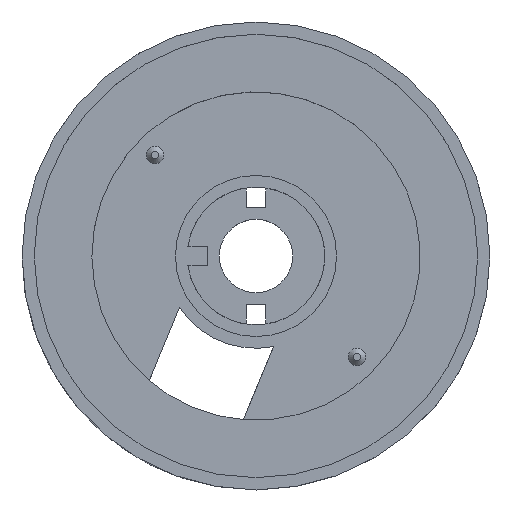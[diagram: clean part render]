
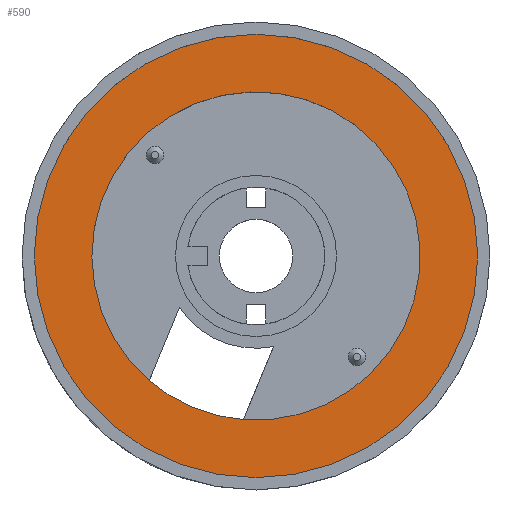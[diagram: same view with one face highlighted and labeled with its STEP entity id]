
A CAD part, top view. The second image highlights one B-rep face of the part: STEP entity #590.
In plain terms, the highlighted planar face has unit normal (0, 0, 1).
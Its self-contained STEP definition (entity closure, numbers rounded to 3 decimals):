
#15=FACE_BOUND('',#113,.T.);
#36=CIRCLE('',#624,16.1);
#49=CIRCLE('',#648,16.1);
#51=CIRCLE('',#651,21.75);
#79=FACE_OUTER_BOUND('',#112,.T.);
#112=EDGE_LOOP('',(#452));
#113=EDGE_LOOP('',(#453,#454));
#257=VERTEX_POINT('',#881);
#258=VERTEX_POINT('',#883);
#277=VERTEX_POINT('',#963);
#312=EDGE_CURVE('',#258,#257,#36,.T.);
#343=EDGE_CURVE('',#257,#258,#49,.T.);
#345=EDGE_CURVE('',#277,#277,#51,.T.);
#452=ORIENTED_EDGE('',*,*,#345,.F.);
#453=ORIENTED_EDGE('',*,*,#312,.T.);
#454=ORIENTED_EDGE('',*,*,#343,.T.);
#561=PLANE('',#650);
#590=ADVANCED_FACE('',(#79,#15),#561,.T.);
#624=AXIS2_PLACEMENT_3D('',#884,#690,#691);
#648=AXIS2_PLACEMENT_3D('',#960,#756,#757);
#650=AXIS2_PLACEMENT_3D('',#962,#760,#761);
#651=AXIS2_PLACEMENT_3D('',#964,#762,#763);
#690=DIRECTION('center_axis',(0.,0.,-1.));
#691=DIRECTION('ref_axis',(-0.651,-0.759,0.));
#756=DIRECTION('center_axis',(0.,0.,-1.));
#757=DIRECTION('ref_axis',(-1.,0.,0.));
#760=DIRECTION('center_axis',(0.,0.,1.));
#761=DIRECTION('ref_axis',(-1.,0.,0.));
#762=DIRECTION('center_axis',(0.,0.,-1.));
#763=DIRECTION('ref_axis',(1.,0.,0.));
#881=CARTESIAN_POINT('',(-10.476,-12.226,2.7));
#883=CARTESIAN_POINT('',(-1.237,-16.052,2.7));
#884=CARTESIAN_POINT('Origin',(0.,0.,2.7));
#960=CARTESIAN_POINT('Origin',(0.,0.,2.7));
#962=CARTESIAN_POINT('Origin',(0.,0.,2.7));
#963=CARTESIAN_POINT('',(-21.75,0.,2.7));
#964=CARTESIAN_POINT('Origin',(0.,0.,2.7));
